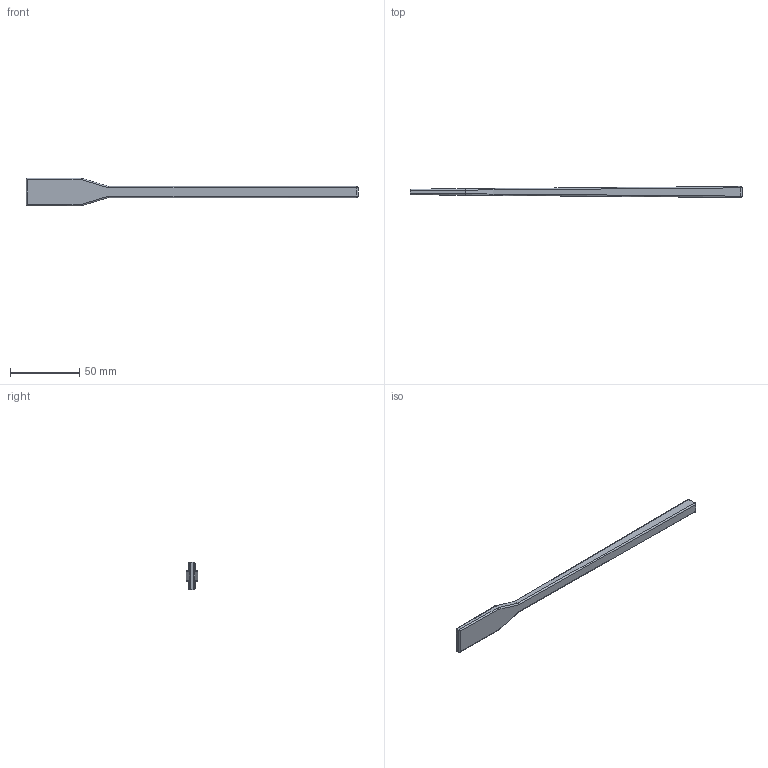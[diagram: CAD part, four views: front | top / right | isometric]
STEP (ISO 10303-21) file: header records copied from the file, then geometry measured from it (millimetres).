
FILE_DESCRIPTION (( 'STEP AP214' ), '1' );
FILE_NAME ('full_paddle_sticks__finish.STEP', '2023-12-03T15:46:11', ( '' ), ( '' ), 'SwSTEP 2.0', 'SolidWorks 2018', '' );
FILE_SCHEMA (( 'AUTOMOTIVE_DESIGN' ));
Length unit declared in the file: millimetre
Products named in the file (1): full_paddle_sticks__finish
Bounding box: 240 x 7.98 x 20 mm (x, y, z)
Volume: 13952.3 mm3; surface area: 7626.9 mm2
Topology: 1 solids, 1 shells, 33 faces, 73 edges, 38 vertices
Faces by surface type: cylinder 19, plane 10, sphere 4
Entity records: 1039 total; most frequent: CARTESIAN_POINT 341, DIRECTION 135, ORIENTED_EDGE 134, EDGE_CURVE 67, AXIS2_PLACEMENT_3D 46, VECTOR 43, LINE 43, VERTEX_POINT 36
